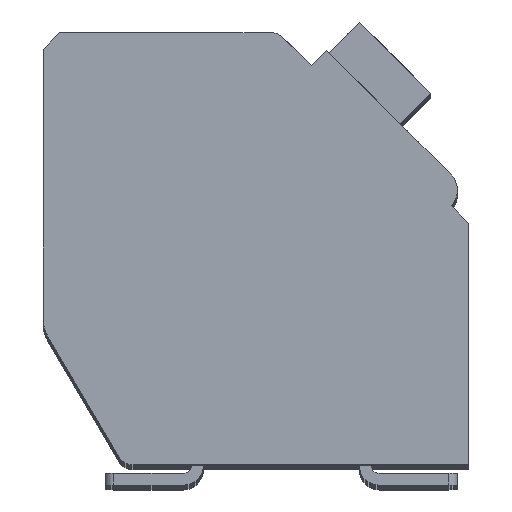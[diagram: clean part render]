
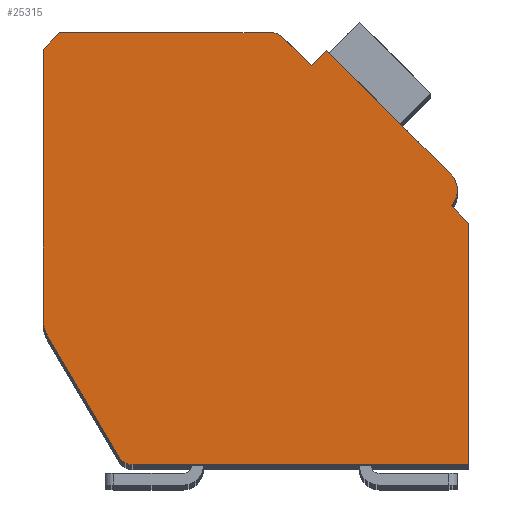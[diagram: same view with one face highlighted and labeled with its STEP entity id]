
A CAD part, top view. The second image highlights one B-rep face of the part: STEP entity #25315.
In plain terms, the highlighted planar face has unit normal (0, 0, 1).
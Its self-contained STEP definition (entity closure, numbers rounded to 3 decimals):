
#931=DIRECTION('',(0.,-1.,0.));
#932=VECTOR('',#931,8.053);
#933=CARTESIAN_POINT('',(-12.7,12.4,2.1));
#934=LINE('',#933,#932);
#935=DIRECTION('',(-0.707,-0.707,0.));
#936=VECTOR('',#935,0.707);
#937=CARTESIAN_POINT('',(-12.2,12.9,2.1));
#938=LINE('',#937,#936);
#939=DIRECTION('',(-1.,0.,0.));
#940=VECTOR('',#939,6.298);
#941=CARTESIAN_POINT('',(-5.902,12.9,2.1));
#942=LINE('',#941,#940);
#943=CARTESIAN_POINT('',(-5.902,12.4,2.1));
#944=DIRECTION('',(0.,0.,1.));
#945=DIRECTION('',(0.707,0.707,0.));
#946=AXIS2_PLACEMENT_3D('',#943,#944,#945);
#948=DIRECTION('',(-0.707,0.707,0.));
#949=VECTOR('',#948,1.197);
#950=CARTESIAN_POINT('',(-4.702,11.907,2.1));
#951=LINE('',#950,#949);
#952=DIRECTION('',(-0.707,-0.707,0.));
#953=VECTOR('',#952,0.65);
#954=CARTESIAN_POINT('',(-4.243,12.367,2.1));
#955=LINE('',#954,#953);
#956=DIRECTION('',(-0.707,0.707,0.));
#957=VECTOR('',#956,5.25);
#958=CARTESIAN_POINT('',(-0.53,8.655,2.1));
#959=LINE('',#958,#957);
#960=CARTESIAN_POINT('',(-0.99,8.195,2.1));
#961=DIRECTION('',(0.,0.,1.));
#962=DIRECTION('',(0.707,-0.707,0.));
#963=AXIS2_PLACEMENT_3D('',#960,#961,#962);
#965=DIRECTION('',(-0.707,0.707,0.));
#966=VECTOR('',#965,0.75);
#967=CARTESIAN_POINT('',(0.,7.205,2.1));
#968=LINE('',#967,#966);
#969=DIRECTION('',(0.,1.,0.));
#970=VECTOR('',#969,7.205);
#971=CARTESIAN_POINT('',(0.,0.,2.1));
#972=LINE('',#971,#970);
#973=DIRECTION('',(1.,0.,0.));
#974=VECTOR('',#973,10.014);
#975=CARTESIAN_POINT('',(-10.014,0.,2.1));
#976=LINE('',#975,#974);
#977=CARTESIAN_POINT('',(-10.014,0.5,2.1));
#978=DIRECTION('',(0.,0.,1.));
#979=DIRECTION('',(-0.862,-0.508,0.));
#980=AXIS2_PLACEMENT_3D('',#977,#978,#979);
#982=DIRECTION('',(0.508,-0.862,0.));
#983=VECTOR('',#982,4.17);
#984=CARTESIAN_POINT('',(-12.562,3.839,2.1));
#985=LINE('',#984,#983);
#986=CARTESIAN_POINT('',(-11.7,4.347,2.1));
#987=DIRECTION('',(0.,0.,1.));
#988=DIRECTION('',(-1.,0.,0.));
#989=AXIS2_PLACEMENT_3D('',#986,#987,#988);
#18731=CARTESIAN_POINT('',(-12.7,12.4,2.1));
#18732=CARTESIAN_POINT('',(-12.7,4.347,2.1));
#18733=VERTEX_POINT('',#18731);
#18734=VERTEX_POINT('',#18732);
#18735=CARTESIAN_POINT('',(-12.562,3.839,2.1));
#18736=VERTEX_POINT('',#18735);
#18737=CARTESIAN_POINT('',(-10.445,0.246,2.1));
#18738=VERTEX_POINT('',#18737);
#18739=CARTESIAN_POINT('',(-10.014,0.,2.1));
#18740=VERTEX_POINT('',#18739);
#18741=CARTESIAN_POINT('',(0.,0.,2.1));
#18742=VERTEX_POINT('',#18741);
#18743=CARTESIAN_POINT('',(0.,7.205,2.1));
#18744=VERTEX_POINT('',#18743);
#18745=CARTESIAN_POINT('',(-0.53,7.735,2.1));
#18746=VERTEX_POINT('',#18745);
#18747=CARTESIAN_POINT('',(-0.53,8.655,2.1));
#18748=VERTEX_POINT('',#18747);
#18749=CARTESIAN_POINT('',(-4.243,12.367,2.1));
#18750=VERTEX_POINT('',#18749);
#18751=CARTESIAN_POINT('',(-4.702,11.907,2.1));
#18752=VERTEX_POINT('',#18751);
#18753=CARTESIAN_POINT('',(-5.548,12.754,2.1));
#18754=VERTEX_POINT('',#18753);
#18755=CARTESIAN_POINT('',(-5.902,12.9,2.1));
#18756=VERTEX_POINT('',#18755);
#18757=CARTESIAN_POINT('',(-12.2,12.9,2.1));
#18758=VERTEX_POINT('',#18757);
#25283=CARTESIAN_POINT('',(0.,0.,2.1));
#25284=DIRECTION('',(0.,0.,1.));
#25285=DIRECTION('',(1.,0.,0.));
#25286=AXIS2_PLACEMENT_3D('',#25283,#25284,#25285);
#25287=PLANE('',#25286);
#25288=ORIENTED_EDGE('',*,*,#24444,.F.);
#25290=ORIENTED_EDGE('',*,*,#25289,.F.);
#25292=ORIENTED_EDGE('',*,*,#25291,.F.);
#25294=ORIENTED_EDGE('',*,*,#25293,.F.);
#25296=ORIENTED_EDGE('',*,*,#25295,.F.);
#25298=ORIENTED_EDGE('',*,*,#25297,.F.);
#25300=ORIENTED_EDGE('',*,*,#25299,.F.);
#25302=ORIENTED_EDGE('',*,*,#25301,.F.);
#25304=ORIENTED_EDGE('',*,*,#25303,.F.);
#25306=ORIENTED_EDGE('',*,*,#25305,.F.);
#25308=ORIENTED_EDGE('',*,*,#25307,.F.);
#25310=ORIENTED_EDGE('',*,*,#25309,.F.);
#25311=ORIENTED_EDGE('',*,*,#24895,.F.);
#25312=ORIENTED_EDGE('',*,*,#24608,.F.);
#25313=EDGE_LOOP('',(#25288,#25290,#25292,#25294,#25296,#25298,#25300,#25302,
#25304,#25306,#25308,#25310,#25311,#25312));
#25314=FACE_OUTER_BOUND('',#25313,.F.);
#947=CIRCLE('',#946,0.5);
#964=CIRCLE('',#963,0.65);
#981=CIRCLE('',#980,0.5);
#990=CIRCLE('',#989,1.);
#24444=EDGE_CURVE('',#18733,#18734,#934,.T.);
#24608=EDGE_CURVE('',#18734,#18736,#990,.T.);
#24895=EDGE_CURVE('',#18736,#18738,#985,.T.);
#25289=EDGE_CURVE('',#18758,#18733,#938,.T.);
#25291=EDGE_CURVE('',#18756,#18758,#942,.T.);
#25293=EDGE_CURVE('',#18754,#18756,#947,.T.);
#25295=EDGE_CURVE('',#18752,#18754,#951,.T.);
#25297=EDGE_CURVE('',#18750,#18752,#955,.T.);
#25299=EDGE_CURVE('',#18748,#18750,#959,.T.);
#25301=EDGE_CURVE('',#18746,#18748,#964,.T.);
#25303=EDGE_CURVE('',#18744,#18746,#968,.T.);
#25305=EDGE_CURVE('',#18742,#18744,#972,.T.);
#25307=EDGE_CURVE('',#18740,#18742,#976,.T.);
#25309=EDGE_CURVE('',#18738,#18740,#981,.T.);
#25315=ADVANCED_FACE('',(#25314),#25287,.T.);
